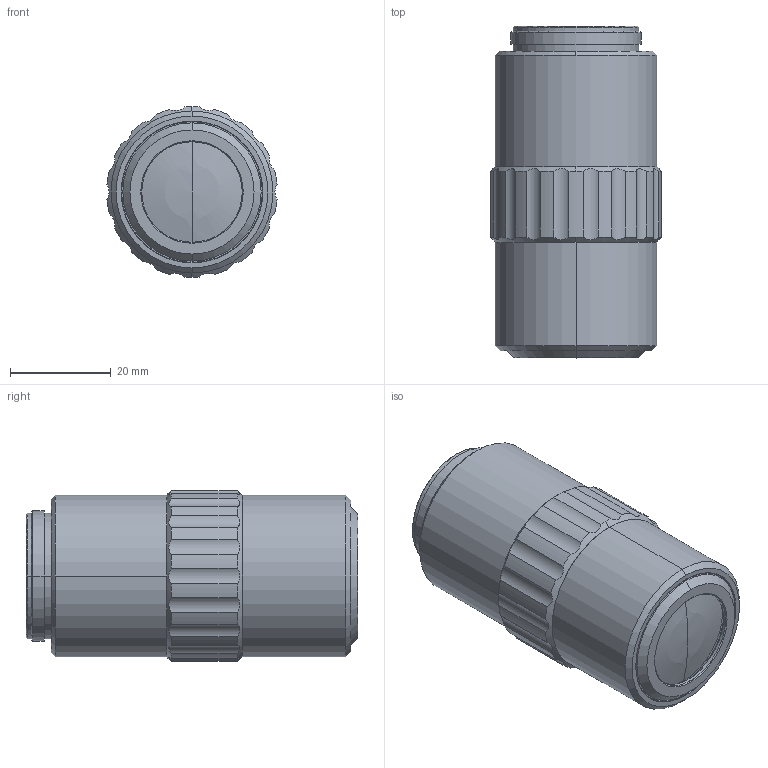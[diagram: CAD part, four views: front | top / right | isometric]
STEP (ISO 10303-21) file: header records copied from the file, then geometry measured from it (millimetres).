
FILE_DESCRIPTION(('Creo Elements/Direct Modeling STEP Export'),'2;1');
FILE_NAME('mplanapo2x_378_801_6.stp','2015-08-06T13:32:41',(''),(''),'Creo Elements/Direct Modeling STEP processor for AP214 (Solid Model)','Creo Elements/Direct Modeling 18.1B 29-Sep-2012 (C) Parametric Technology GmbH','');
FILE_SCHEMA(('AUTOMOTIVE_DESIGN { 1 0 10303 214 1 1 1 1 }'));
Length unit declared in the file: millimetre
Products named in the file (1): mplanapo2x_378_801_6
Bounding box: 33.86 x 66 x 34 mm (x, y, z)
Volume: 50002.3 mm3; surface area: 9994.1 mm2
Topology: 1 solids, 1 shells, 111 faces, 282 edges, 183 vertices
Faces by surface type: cylinder 64, cone 32, plane 13, sphere 2
Entity records: 3514 total; most frequent: CARTESIAN_POINT 789, ORIENTED_EDGE 560, DIRECTION 444, EDGE_CURVE 280, VERTEX_POINT 183, AXIS2_PLACEMENT_3D 174, EDGE_LOOP 123, FACE_OUTER_BOUND 111
